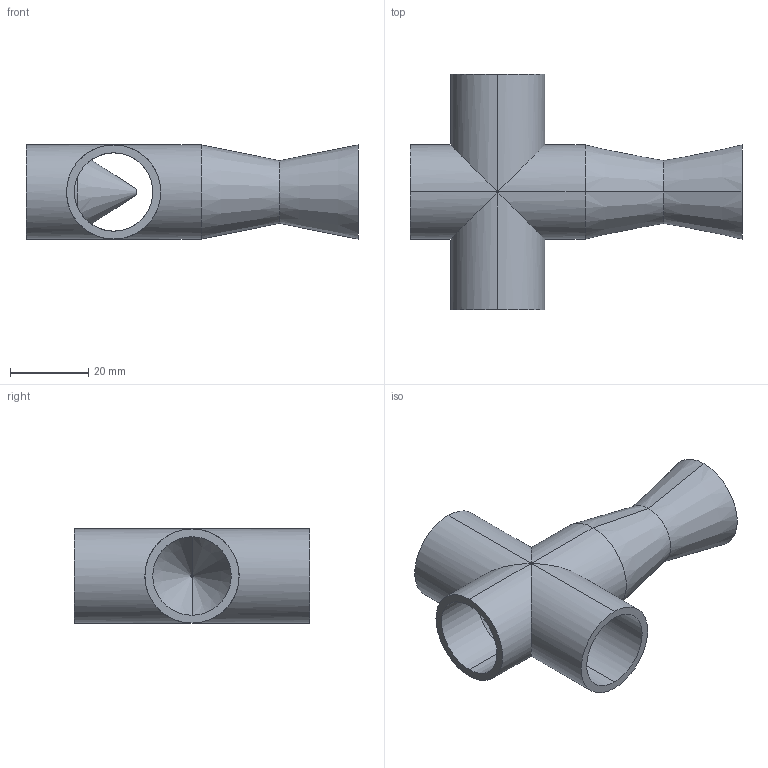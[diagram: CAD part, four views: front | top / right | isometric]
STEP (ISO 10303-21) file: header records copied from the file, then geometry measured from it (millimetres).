
FILE_DESCRIPTION (( 'STEP AP214' ), '1' );
FILE_NAME ('XX_Flowsimtest.STEP', '2014-11-23T11:14:09', ( '' ), ( '' ), 'SwSTEP 2.0', 'SolidWorks 2014', '' );
FILE_SCHEMA (( 'AUTOMOTIVE_DESIGN' ));
Length unit declared in the file: millimetre
Products named in the file (1): XX_Flowsimtest
Bounding box: 84.65 x 60 x 24 mm (x, y, z)
Volume: 15480.5 mm3; surface area: 16849.5 mm2
Topology: 1 solids, 1 shells, 39 faces, 83 edges, 44 vertices
Faces by surface type: cylinder 21, cone 14, plane 4
Entity records: 1103 total; most frequent: CARTESIAN_POINT 245, DIRECTION 183, ORIENTED_EDGE 166, EDGE_CURVE 83, AXIS2_PLACEMENT_3D 76, VERTEX_POINT 44, EDGE_LOOP 43, FACE_OUTER_BOUND 39
